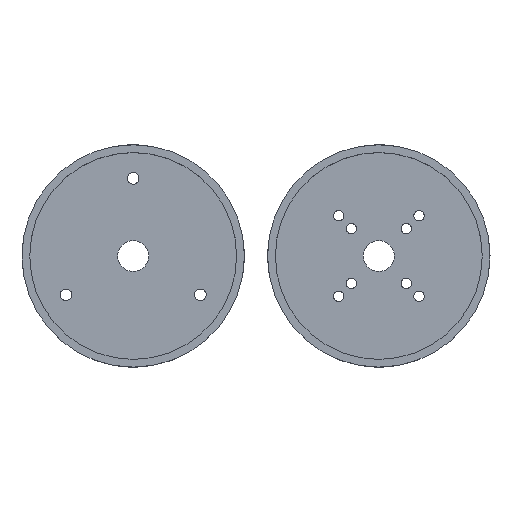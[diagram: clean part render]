
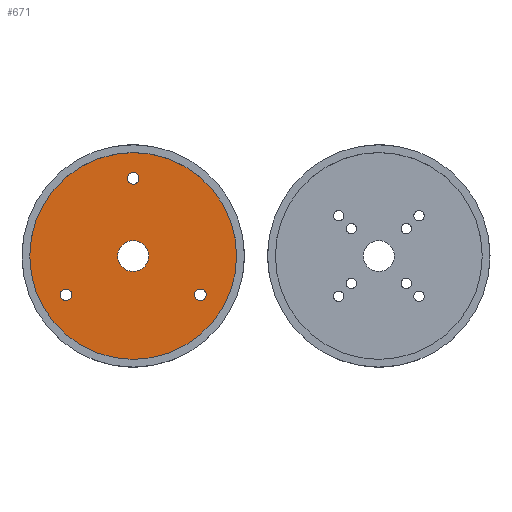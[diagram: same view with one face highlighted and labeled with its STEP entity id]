
A CAD part, top view. The second image highlights one B-rep face of the part: STEP entity #671.
In plain terms, the highlighted planar face has unit normal (0, 0, 1).
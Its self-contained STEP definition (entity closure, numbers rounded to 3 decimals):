
#27=PLANE('',#739);
#36=FACE_BOUND('',#148,.T.);
#37=FACE_BOUND('',#149,.T.);
#38=FACE_BOUND('',#150,.T.);
#39=FACE_BOUND('',#151,.T.);
#73=CIRCLE('',#725,2.25);
#75=CIRCLE('',#728,2.25);
#77=CIRCLE('',#731,2.25);
#79=CIRCLE('',#734,6.);
#82=CIRCLE('',#738,40.);
#113=FACE_OUTER_BOUND('',#147,.T.);
#147=EDGE_LOOP('',(#488));
#148=EDGE_LOOP('',(#489));
#149=EDGE_LOOP('',(#490));
#150=EDGE_LOOP('',(#491));
#151=EDGE_LOOP('',(#492));
#301=VERTEX_POINT('',#1042);
#303=VERTEX_POINT('',#1048);
#305=VERTEX_POINT('',#1054);
#307=VERTEX_POINT('',#1060);
#313=VERTEX_POINT('',#1092);
#366=EDGE_CURVE('',#301,#301,#73,.T.);
#369=EDGE_CURVE('',#303,#303,#75,.T.);
#372=EDGE_CURVE('',#305,#305,#77,.T.);
#375=EDGE_CURVE('',#307,#307,#79,.T.);
#383=EDGE_CURVE('',#313,#313,#82,.T.);
#488=ORIENTED_EDGE('',*,*,#383,.T.);
#489=ORIENTED_EDGE('',*,*,#366,.T.);
#490=ORIENTED_EDGE('',*,*,#369,.T.);
#491=ORIENTED_EDGE('',*,*,#372,.T.);
#492=ORIENTED_EDGE('',*,*,#375,.T.);
#671=ADVANCED_FACE('',(#113,#36,#37,#38,#39),#27,.F.);
#725=AXIS2_PLACEMENT_3D('',#1043,#800,#801);
#728=AXIS2_PLACEMENT_3D('',#1049,#807,#808);
#731=AXIS2_PLACEMENT_3D('',#1055,#814,#815);
#734=AXIS2_PLACEMENT_3D('',#1061,#821,#822);
#738=AXIS2_PLACEMENT_3D('',#1094,#832,#833);
#739=AXIS2_PLACEMENT_3D('',#1183,#834,#835);
#800=DIRECTION('center_axis',(0.,0.,-1.));
#801=DIRECTION('ref_axis',(-0.5,0.866,0.));
#807=DIRECTION('center_axis',(0.,0.,-1.));
#808=DIRECTION('ref_axis',(-0.5,-0.866,0.));
#814=DIRECTION('center_axis',(0.,0.,-1.));
#815=DIRECTION('ref_axis',(1.,0.,0.));
#821=DIRECTION('center_axis',(0.,0.,-1.));
#822=DIRECTION('ref_axis',(1.,0.,0.));
#832=DIRECTION('center_axis',(0.,0.,1.));
#833=DIRECTION('ref_axis',(-1.,0.,0.));
#834=DIRECTION('center_axis',(0.,0.,-1.));
#835=DIRECTION('ref_axis',(-1.,0.,0.));
#1042=CARTESIAN_POINT('',(-24.867,-16.956,-98.));
#1043=CARTESIAN_POINT('Origin',(-25.992,-15.007,-98.));
#1048=CARTESIAN_POINT('',(27.117,-13.058,-98.));
#1049=CARTESIAN_POINT('Origin',(25.992,-15.006,-98.));
#1054=CARTESIAN_POINT('',(-2.25,30.013,-98.));
#1055=CARTESIAN_POINT('Origin',(0.,30.013,
-98.));
#1060=CARTESIAN_POINT('',(-6.,0.,-98.));
#1061=CARTESIAN_POINT('Origin',(0.,0.,-98.));
#1092=CARTESIAN_POINT('',(40.,0.,-98.));
#1094=CARTESIAN_POINT('Origin',(0.,0.,-98.));
#1183=CARTESIAN_POINT('Origin',(0.,0.,-98.));
